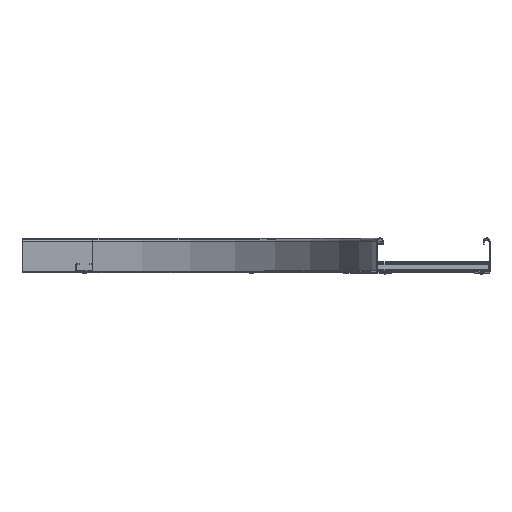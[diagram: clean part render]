
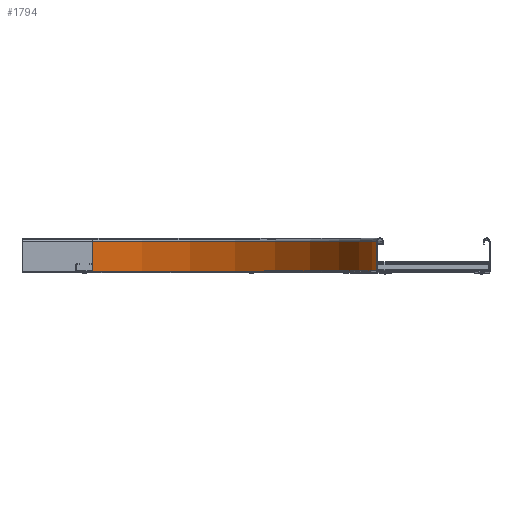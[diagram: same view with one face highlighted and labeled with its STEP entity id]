
A CAD part, top view. The second image highlights one B-rep face of the part: STEP entity #1794.
In plain terms, the highlighted cylindrical face has radius 500 mm (diameter 1000 mm), a partial arc.
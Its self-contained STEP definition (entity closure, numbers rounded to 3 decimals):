
#6 = EDGE_LOOP ( 'NONE', ( #6342, #4818, #3673, #2914 ) ) ;
#43 = VERTEX_POINT ( 'NONE', #3212 ) ;
#343 = DIRECTION ( 'NONE',  ( -0.707, 0., 0.707 ) ) ;
#737 = CARTESIAN_POINT ( 'NONE',  ( 146.447, 2.5, -353.553 ) ) ;
#764 = CIRCLE ( 'NONE', #3160, 500. ) ;
#972 = DIRECTION ( 'NONE',  ( 0., 0., -1. ) ) ;
#1591 = DIRECTION ( 'NONE',  ( 0., -1., 0. ) ) ;
#1794 = ADVANCED_FACE ( 'NONE', ( #7682 ), #2301, .F. ) ;
#2239 = DIRECTION ( 'NONE',  ( 0., 1., 0. ) ) ;
#2301 = CYLINDRICAL_SURFACE ( 'NONE', #5482, 500. ) ;
#2362 = LINE ( 'NONE', #2843, #7338 ) ;
#2843 = CARTESIAN_POINT ( 'NONE',  ( 146.447, 2.5, 353.553 ) ) ;
#2914 = ORIENTED_EDGE ( 'NONE', *, *, #7384, .T. ) ;
#3147 = CARTESIAN_POINT ( 'NONE',  ( 146.447, 2.5, 353.553 ) ) ;
#3160 = AXIS2_PLACEMENT_3D ( 'NONE', #3246, #5648, #5714 ) ;
#3212 = CARTESIAN_POINT ( 'NONE',  ( 146.447, 54., -353.553 ) ) ;
#3246 = CARTESIAN_POINT ( 'NONE',  ( 500., 54., 0. ) ) ;
#3321 = CARTESIAN_POINT ( 'NONE',  ( 500., 2.5, 0. ) ) ;
#3518 = EDGE_CURVE ( 'NONE', #5772, #5161, #2362, .T. ) ;
#3673 = ORIENTED_EDGE ( 'NONE', *, *, #6994, .T. ) ;
#4150 = VERTEX_POINT ( 'NONE', #737 ) ;
#4362 = VECTOR ( 'NONE', #2239, 1000. ) ;
#4523 = CARTESIAN_POINT ( 'NONE',  ( 146.447, 54., 353.553 ) ) ;
#4818 = ORIENTED_EDGE ( 'NONE', *, *, #3518, .F. ) ;
#4860 = EDGE_CURVE ( 'NONE', #5161, #43, #764, .T. ) ;
#5113 = CIRCLE ( 'NONE', #7228, 500. ) ;
#5161 = VERTEX_POINT ( 'NONE', #4523 ) ;
#5243 = DIRECTION ( 'NONE',  ( 0., 1., 0. ) ) ;
#5482 = AXIS2_PLACEMENT_3D ( 'NONE', #6470, #1591, #972 ) ;
#5648 = DIRECTION ( 'NONE',  ( 0., -1., 0. ) ) ;
#5714 = DIRECTION ( 'NONE',  ( -0.707, 0., 0.707 ) ) ;
#5722 = DIRECTION ( 'NONE',  ( 0., -1., 0. ) ) ;
#5772 = VERTEX_POINT ( 'NONE', #3147 ) ;
#6342 = ORIENTED_EDGE ( 'NONE', *, *, #4860, .F. ) ;
#6372 = CARTESIAN_POINT ( 'NONE',  ( 146.447, 2.5, -353.553 ) ) ;
#6470 = CARTESIAN_POINT ( 'NONE',  ( 500., 0., 0. ) ) ;
#6994 = EDGE_CURVE ( 'NONE', #5772, #4150, #5113, .T. ) ;
#7065 = LINE ( 'NONE', #6372, #4362 ) ;
#7228 = AXIS2_PLACEMENT_3D ( 'NONE', #3321, #5722, #343 ) ;
#7338 = VECTOR ( 'NONE', #5243, 1000. ) ;
#7384 = EDGE_CURVE ( 'NONE', #4150, #43, #7065, .T. ) ;
#7682 = FACE_OUTER_BOUND ( 'NONE', #6, .T. ) ;
